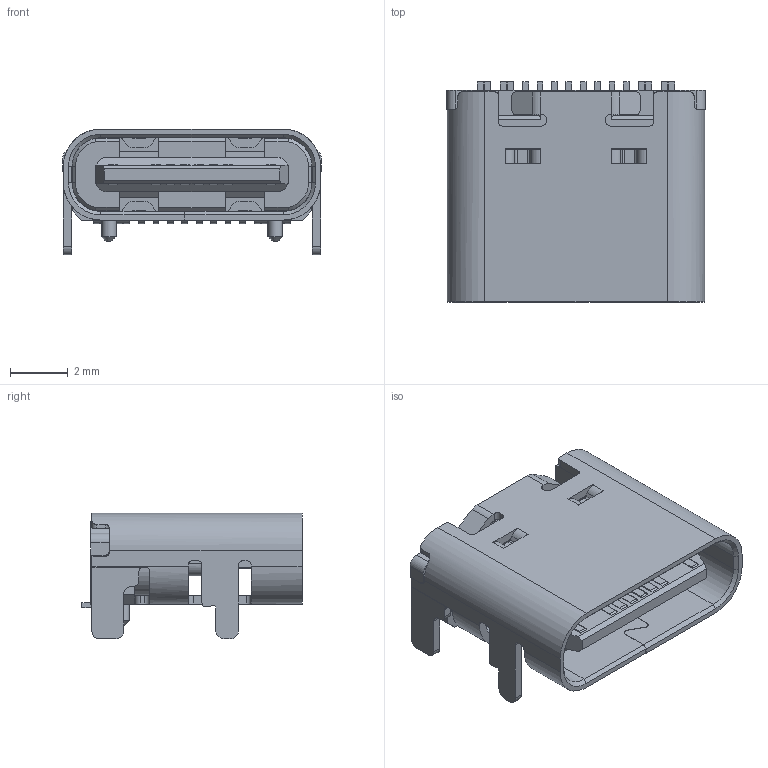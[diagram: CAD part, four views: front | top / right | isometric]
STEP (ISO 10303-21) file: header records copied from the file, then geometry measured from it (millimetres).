
FILE_DESCRIPTION(/* description */ ('Unknown'),/* implementation_level */ '2;1');
FILE_NAME(/* name */ 'TYPEC-304-ACP16',/* time_stamp */ '2024-09-09T09:33:58+02:00',/* author */ ('Unknown'),/* organization */ ('Unknown'),/* preprocessor_version */ 'ST-DEVELOPER v18.102',/* originating_system */ 'Solid Edge',/* authorisation */ 'Unknown');
FILE_SCHEMA (('AUTOMOTIVE_DESIGN {1 0 10303 214 3 1 1}'));
Length unit declared in the file: millimetre
Products named in the file (1): TYPEC-304-ACP16
Bounding box: 8.99 x 7.65 x 4.37 mm (x, y, z)
Volume: 118.6 mm3; surface area: 481.9 mm2
Topology: 2 solids, 2 shells, 588 faces, 1765 edges, 1171 vertices
Faces by surface type: plane 392, cylinder 182, cone 14
Full cylindrical faces by diameter (mm): 0.5 x2
Entity records: 21786 total; most frequent: CARTESIAN_POINT 3633, ORIENTED_EDGE 3520, DIRECTION 3296, EDGE_CURVE 1760, LINE 1326, VECTOR 1326, VERTEX_POINT 1170, AXIS2_PLACEMENT_3D 985
